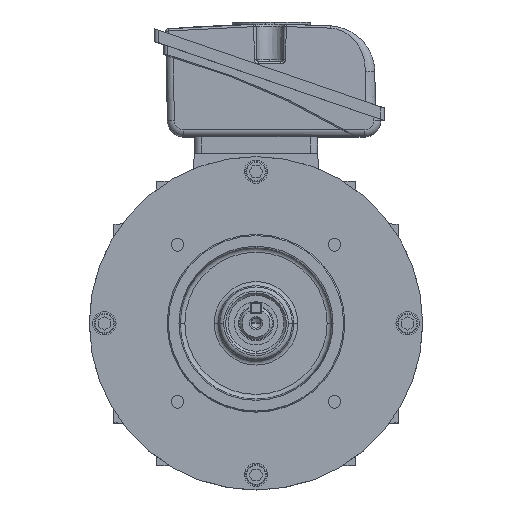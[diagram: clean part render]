
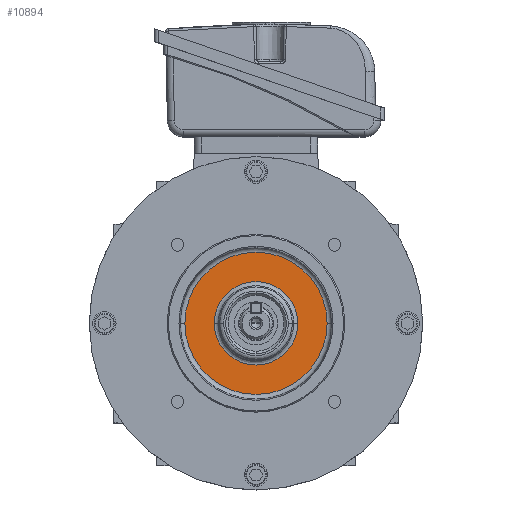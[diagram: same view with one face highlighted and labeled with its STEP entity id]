
A CAD part, top view. The second image highlights one B-rep face of the part: STEP entity #10894.
In plain terms, the highlighted face is planar.
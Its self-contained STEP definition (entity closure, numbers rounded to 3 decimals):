
#28 = CIRCLE ( 'NONE', #44471, 17.887 ) ;
#1442 = ORIENTED_EDGE ( 'NONE', *, *, #40520, .T. ) ;
#4752 = CARTESIAN_POINT ( 'NONE',  ( 9., 0., -30.48 ) ) ;
#5210 = CARTESIAN_POINT ( 'NONE',  ( 9., 0., 0. ) ) ;
#6351 = PLANE ( 'NONE',  #44817 ) ;
#8562 = CARTESIAN_POINT ( 'NONE',  ( 9., 0., -17.887 ) ) ;
#10894 = ADVANCED_FACE ( 'NONE', ( #42896, #48343 ), #6351, .F. ) ;
#11329 = CARTESIAN_POINT ( 'NONE',  ( 9., 32.313, 0. ) ) ;
#15124 = DIRECTION ( 'NONE',  ( 1., 0., 0. ) ) ;
#16443 = DIRECTION ( 'NONE',  ( 0., 0., -1. ) ) ;
#16504 = DIRECTION ( 'NONE',  ( 1., 0., 0. ) ) ;
#20277 = DIRECTION ( 'NONE',  ( 0., 0., -1. ) ) ;
#22464 = AXIS2_PLACEMENT_3D ( 'NONE', #33555, #23869, #33327 ) ;
#23606 = ORIENTED_EDGE ( 'NONE', *, *, #31618, .T. ) ;
#23869 = DIRECTION ( 'NONE',  ( -1., 0., 0. ) ) ;
#26101 = CIRCLE ( 'NONE', #22464, 30.48 ) ;
#26239 = CARTESIAN_POINT ( 'NONE',  ( 9., 0., 17.887 ) ) ;
#26915 = EDGE_LOOP ( 'NONE', ( #23606, #1442 ) ) ;
#27629 = ORIENTED_EDGE ( 'NONE', *, *, #34131, .T. ) ;
#27665 = AXIS2_PLACEMENT_3D ( 'NONE', #46061, #16504, #56262 ) ;
#28149 = VERTEX_POINT ( 'NONE', #4752 ) ;
#28933 = VERTEX_POINT ( 'NONE', #8562 ) ;
#30381 = DIRECTION ( 'NONE',  ( 0., 0., -1. ) ) ;
#31618 = EDGE_CURVE ( 'NONE', #28933, #59053, #28, .T. ) ;
#33094 = CIRCLE ( 'NONE', #59991, 30.48 ) ;
#33327 = DIRECTION ( 'NONE',  ( 0., 0., -1. ) ) ;
#33555 = CARTESIAN_POINT ( 'NONE',  ( 9., 0., 0. ) ) ;
#34131 = EDGE_CURVE ( 'NONE', #28149, #61525, #33094, .T. ) ;
#40035 = CARTESIAN_POINT ( 'NONE',  ( 9., 0., 30.48 ) ) ;
#40520 = EDGE_CURVE ( 'NONE', #59053, #28933, #52735, .T. ) ;
#41632 = EDGE_CURVE ( 'NONE', #61525, #28149, #26101, .T. ) ;
#42896 = FACE_BOUND ( 'NONE', #26915, .T. ) ;
#43129 = EDGE_LOOP ( 'NONE', ( #27629, #44505 ) ) ;
#44471 = AXIS2_PLACEMENT_3D ( 'NONE', #5210, #15124, #20277 ) ;
#44505 = ORIENTED_EDGE ( 'NONE', *, *, #41632, .T. ) ;
#44817 = AXIS2_PLACEMENT_3D ( 'NONE', #11329, #45777, #16443 ) ;
#45777 = DIRECTION ( 'NONE',  ( 1., 0., 0. ) ) ;
#46061 = CARTESIAN_POINT ( 'NONE',  ( 9., 0., 0. ) ) ;
#48343 = FACE_OUTER_BOUND ( 'NONE', #43129, .T. ) ;
#50917 = DIRECTION ( 'NONE',  ( -1., 0., 0. ) ) ;
#52735 = CIRCLE ( 'NONE', #27665, 17.887 ) ;
#56262 = DIRECTION ( 'NONE',  ( 0., 0., -1. ) ) ;
#59053 = VERTEX_POINT ( 'NONE', #26239 ) ;
#59991 = AXIS2_PLACEMENT_3D ( 'NONE', #60240, #50917, #30381 ) ;
#60240 = CARTESIAN_POINT ( 'NONE',  ( 9., 0., 0. ) ) ;
#61525 = VERTEX_POINT ( 'NONE', #40035 ) ;
